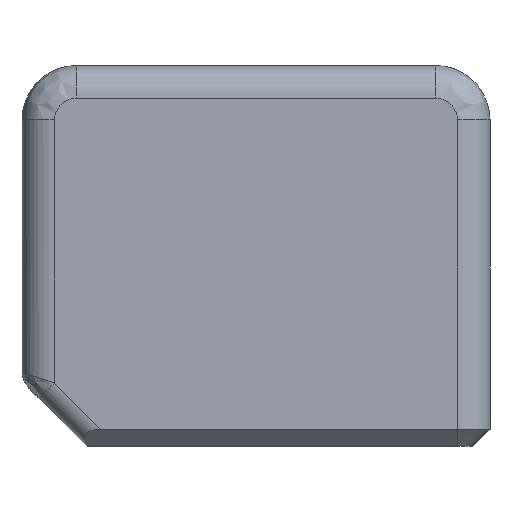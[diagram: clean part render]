
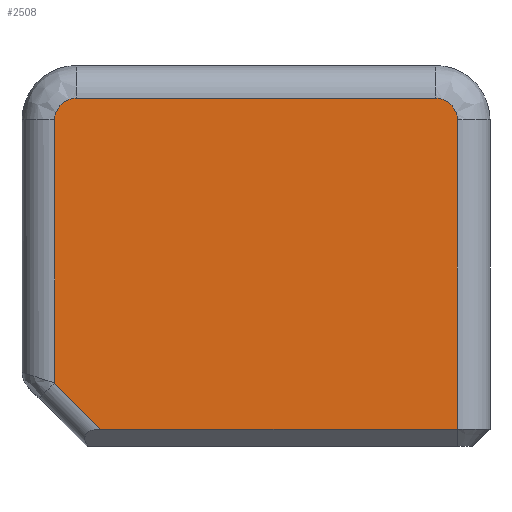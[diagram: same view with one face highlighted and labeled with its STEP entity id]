
A CAD part, front view. The second image highlights one B-rep face of the part: STEP entity #2508.
In plain terms, the highlighted planar face has unit normal (0, -1, 0).
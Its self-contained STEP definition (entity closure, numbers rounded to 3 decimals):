
#186=CIRCLE('',#2738,1.);
#190=CIRCLE('',#2743,1.);
#325=FACE_OUTER_BOUND('',#473,.T.);
#473=EDGE_LOOP('',(#2213,#2214,#2215,#2216,#2217,#2218,#2219));
#672=LINE('',#4142,#920);
#705=LINE('',#4351,#953);
#720=LINE('',#4412,#968);
#722=LINE('',#4433,#970);
#723=LINE('',#4448,#971);
#920=VECTOR('',#3193,10.);
#953=VECTOR('',#3336,10.);
#968=VECTOR('',#3385,10.);
#970=VECTOR('',#3399,10.);
#971=VECTOR('',#3408,10.);
#1149=VERTEX_POINT('',#4139);
#1150=VERTEX_POINT('',#4141);
#1191=VERTEX_POINT('',#4347);
#1202=VERTEX_POINT('',#4411);
#1203=VERTEX_POINT('',#4423);
#1205=VERTEX_POINT('',#4429);
#1207=VERTEX_POINT('',#4443);
#1457=EDGE_CURVE('',#1149,#1150,#672,.T.);
#1524=EDGE_CURVE('',#1191,#1149,#705,.T.);
#1547=EDGE_CURVE('',#1150,#1202,#720,.T.);
#1551=EDGE_CURVE('',#1202,#1203,#186,.T.);
#1554=EDGE_CURVE('',#1203,#1205,#722,.T.);
#1557=EDGE_CURVE('',#1205,#1207,#190,.T.);
#1558=EDGE_CURVE('',#1207,#1191,#723,.T.);
#2213=ORIENTED_EDGE('',*,*,#1457,.F.);
#2214=ORIENTED_EDGE('',*,*,#1524,.F.);
#2215=ORIENTED_EDGE('',*,*,#1558,.F.);
#2216=ORIENTED_EDGE('',*,*,#1557,.F.);
#2217=ORIENTED_EDGE('',*,*,#1554,.F.);
#2218=ORIENTED_EDGE('',*,*,#1551,.F.);
#2219=ORIENTED_EDGE('',*,*,#1547,.F.);
#2370=PLANE('',#2745);
#2508=ADVANCED_FACE('',(#325),#2370,.T.);
#2738=AXIS2_PLACEMENT_3D('',#4427,#3392,#3393);
#2743=AXIS2_PLACEMENT_3D('',#4446,#3404,#3405);
#2745=AXIS2_PLACEMENT_3D('',#4449,#3409,#3410);
#3193=DIRECTION('',(-0.707,0.,0.707));
#3336=DIRECTION('',(-1.,0.,0.));
#3385=DIRECTION('',(0.,0.,1.));
#3392=DIRECTION('center_axis',(0.,1.,0.));
#3393=DIRECTION('ref_axis',(-0.707,0.,0.707));
#3399=DIRECTION('',(1.,0.,0.));
#3404=DIRECTION('center_axis',(0.,1.,0.));
#3405=DIRECTION('ref_axis',(0.707,0.,0.707));
#3408=DIRECTION('',(0.,0.,-1.));
#3409=DIRECTION('center_axis',(0.,-1.,0.));
#3410=DIRECTION('ref_axis',(0.,0.,-1.));
#4139=CARTESIAN_POINT('',(-5.386,-10.,-12.7));
#4141=CARTESIAN_POINT('',(-7.5,-10.,-10.586));
#4142=CARTESIAN_POINT('',(-7.231,-10.,-10.855));
#4347=CARTESIAN_POINT('',(11.,-10.,-12.7));
#4351=CARTESIAN_POINT('',(-1.751,-10.,-12.7));
#4411=CARTESIAN_POINT('',(-7.5,-10.,1.5));
#4412=CARTESIAN_POINT('',(-7.5,-10.,-4.625));
#4423=CARTESIAN_POINT('',(-6.5,-10.,2.5));
#4427=CARTESIAN_POINT('Origin',(-6.5,-10.,1.5));
#4429=CARTESIAN_POINT('',(10.,-10.,2.5));
#4433=CARTESIAN_POINT('',(-3.502,-10.,2.5));
#4443=CARTESIAN_POINT('',(11.,-10.,1.5));
#4446=CARTESIAN_POINT('Origin',(10.,-10.,1.5));
#4448=CARTESIAN_POINT('',(11.,-10.,-6.725));
#4449=CARTESIAN_POINT('Origin',(-3.502,-10.,-6.25));
